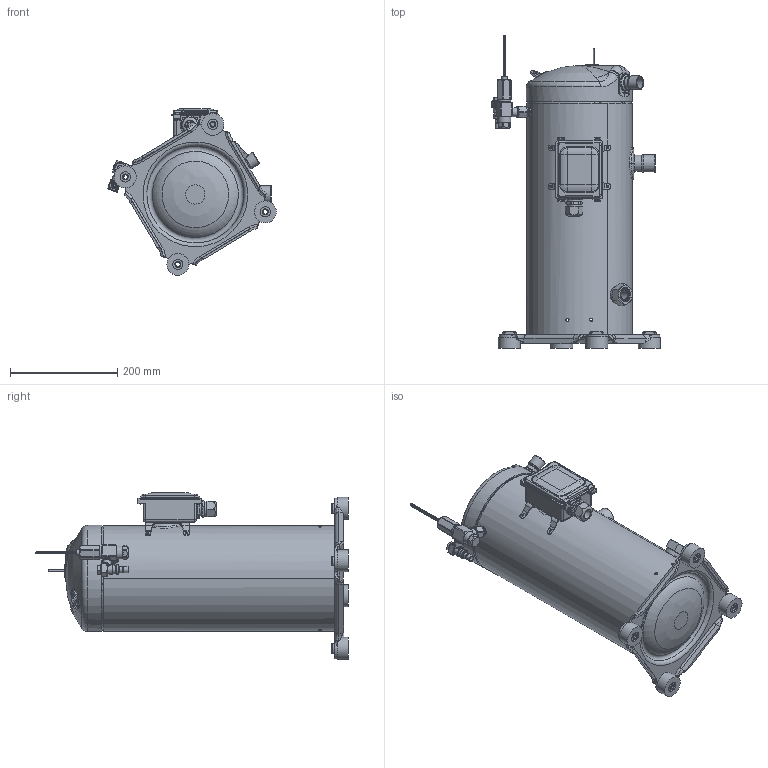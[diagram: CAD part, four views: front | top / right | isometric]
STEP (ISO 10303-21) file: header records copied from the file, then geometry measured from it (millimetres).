
FILE_DESCRIPTION(/* description */ (''),/* implementation_level */ '2;1');
FILE_NAME(/* name */ 'RCL38E4LT8HA.stp',/* time_stamp */ '2022-08-19T13:35:02+03:00',/* author */ ('U403152'),/* organization */ (''),/* preprocessor_version */ 'ST-DEVELOPER v18.1',/* originating_system */ 'Autodesk Inventor 2020',/* authorisation */ '');
FILE_SCHEMA (('AUTOMOTIVE_DESIGN { 1 0 10303 214 3 1 1 }'));
Products named in the file (1): Part3
Bounding box: 314.89 x 583.83 x 311.35 mm (x, y, z)
Volume: 1942735.1 mm3; surface area: 1037395.7 mm2
Topology: 7 solids, 33 shells, 3029 faces, 8845 edges, 5578 vertices
Faces by surface type: plane 1465, cylinder 723, cone 357, bspline 219, torus 205, sphere 60
Full cylindrical faces by diameter (mm): 1.4 x1, 1.5 x1, 2.3 x2, 2.4 x1, 2.5 x2, 3 x4, 3.18 x3, 3.2 x6, 3.68 x3, 4.2 x3, 4.6 x1, 4.9 x9, 5 x10, 5.5 x3, 6 x7, 6.3 x1, 6.4 x1, 6.5 x2, 7 x1, 7.2 x1, 7.4 x4, 7.9 x1, 8 x7, 8.2 x2, 8.5 x2, 8.78 x4, 8.9 x3, 9 x5, 9.6 x1, 9.76 x1
Entity records: 160083 total; most frequent: CARTESIAN_POINT 80083, ORIENTED_EDGE 17286, DIRECTION 16820, EDGE_CURVE 8807, AXIS2_PLACEMENT_3D 6492, VERTEX_POINT 5585, LINE 3836, VECTOR 3836
